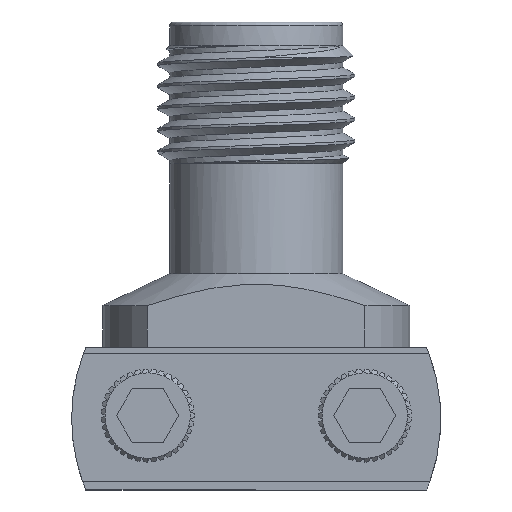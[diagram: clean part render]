
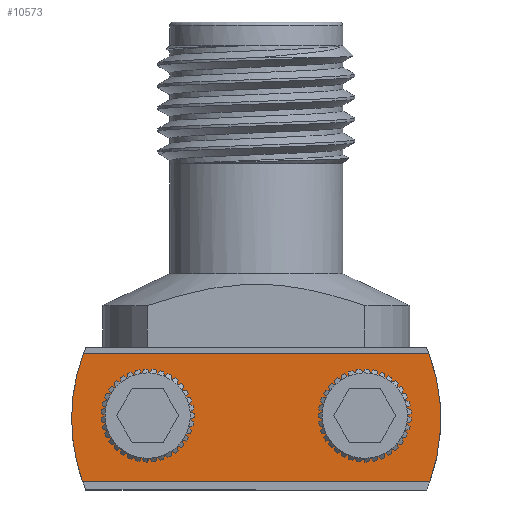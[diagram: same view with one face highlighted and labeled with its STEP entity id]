
A CAD part, front view. The second image highlights one B-rep face of the part: STEP entity #10573.
In plain terms, the highlighted planar face has unit normal (0, -1, 0).
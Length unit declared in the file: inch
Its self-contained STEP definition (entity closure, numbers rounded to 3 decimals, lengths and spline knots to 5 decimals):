
#187 = VERTEX_POINT ( 'NONE', #11482 ) ;
#294 = AXIS2_PLACEMENT_3D ( 'NONE', #5960, #20815, #16091 ) ;
#355 = CARTESIAN_POINT ( 'NONE',  ( 0.1378, -0.10874, -0.21893 ) ) ;
#606 = CARTESIAN_POINT ( 'NONE',  ( -0.22039, -0.10874, -0.30226 ) ) ;
#1195 = FACE_BOUND ( 'NONE', #3451, .T. ) ;
#1310 = ORIENTED_EDGE ( 'NONE', *, *, #25382, .T. ) ;
#1349 = CIRCLE ( 'NONE', #20902, 0.0365 ) ;
#3087 = LINE ( 'NONE', #20650, #24744 ) ;
#3186 = DIRECTION ( 'NONE',  ( -1., 0., 0. ) ) ;
#3244 = AXIS2_PLACEMENT_3D ( 'NONE', #5732, #18273, #3186 ) ;
#3361 = VERTEX_POINT ( 'NONE', #3928 ) ;
#3451 = EDGE_LOOP ( 'NONE', ( #19939, #1310 ) ) ;
#3928 = CARTESIAN_POINT ( 'NONE',  ( 0.22039, -0.10874, -0.30226 ) ) ;
#4006 = ORIENTED_EDGE ( 'NONE', *, *, #7033, .T. ) ;
#4504 = CIRCLE ( 'NONE', #8846, 0.23425 ) ;
#5094 = DIRECTION ( 'NONE',  ( 1., 0., 0. ) ) ;
#5234 = VERTEX_POINT ( 'NONE', #17127 ) ;
#5732 = CARTESIAN_POINT ( 'NONE',  ( 0., -0.10874, -0.22287 ) ) ;
#5960 = CARTESIAN_POINT ( 'NONE',  ( 0., -0.10874, -0.22287 ) ) ;
#5981 = VERTEX_POINT ( 'NONE', #606 ) ;
#6249 = DIRECTION ( 'NONE',  ( 0., 1., 0. ) ) ;
#6286 = CIRCLE ( 'NONE', #12647, 0.0365 ) ;
#6945 = EDGE_LOOP ( 'NONE', ( #24868, #4006 ) ) ;
#7033 = EDGE_CURVE ( 'NONE', #5234, #19899, #1349, .T. ) ;
#7134 = DIRECTION ( 'NONE',  ( 1., 0., 0. ) ) ;
#7989 = EDGE_LOOP ( 'NONE', ( #23229, #16289, #27657, #31739, #13990 ) ) ;
#8263 = CIRCLE ( 'NONE', #18134, 0.0365 ) ;
#8774 = CARTESIAN_POINT ( 'NONE',  ( -0.1378, -0.10874, -0.21893 ) ) ;
#8846 = AXIS2_PLACEMENT_3D ( 'NONE', #19061, #9172, #14339 ) ;
#9162 = EDGE_CURVE ( 'NONE', #24597, #31249, #16654, .T. ) ;
#9172 = DIRECTION ( 'NONE',  ( 0., 1., 0. ) ) ;
#10154 = VERTEX_POINT ( 'NONE', #27717 ) ;
#10236 = DIRECTION ( 'NONE',  ( 1., 0., 0. ) ) ;
#10573 = ADVANCED_FACE ( 'NONE', ( #1195, #14602, #11436 ), #12410, .F. ) ;
#11203 = VERTEX_POINT ( 'NONE', #29283 ) ;
#11436 = FACE_OUTER_BOUND ( 'NONE', #7989, .T. ) ;
#11482 = CARTESIAN_POINT ( 'NONE',  ( -0.1013, -0.10874, -0.21893 ) ) ;
#12410 = PLANE ( 'NONE',  #29804 ) ;
#12600 = EDGE_CURVE ( 'NONE', #10154, #3361, #22378, .T. ) ;
#12647 = AXIS2_PLACEMENT_3D ( 'NONE', #8774, #6249, #29213 ) ;
#13651 = VECTOR ( 'NONE', #23930, 39.37008 ) ;
#13951 = DIRECTION ( 'NONE',  ( 0., 1., 0. ) ) ;
#13990 = ORIENTED_EDGE ( 'NONE', *, *, #18643, .F. ) ;
#14339 = DIRECTION ( 'NONE',  ( -1., 0., 0. ) ) ;
#14597 = EDGE_CURVE ( 'NONE', #3361, #5981, #3087, .T. ) ;
#14602 = FACE_BOUND ( 'NONE', #6945, .T. ) ;
#14893 = CARTESIAN_POINT ( 'NONE',  ( -0.1378, -0.10874, -0.21893 ) ) ;
#15188 = DIRECTION ( 'NONE',  ( 0., 1., 0. ) ) ;
#16091 = DIRECTION ( 'NONE',  ( -1., 0., 0. ) ) ;
#16289 = ORIENTED_EDGE ( 'NONE', *, *, #12600, .F. ) ;
#16594 = CARTESIAN_POINT ( 'NONE',  ( 0., -0.10874, -0.14019 ) ) ;
#16654 = CIRCLE ( 'NONE', #294, 0.23425 ) ;
#17127 = CARTESIAN_POINT ( 'NONE',  ( 0.17429, -0.10874, -0.21893 ) ) ;
#17630 = CARTESIAN_POINT ( 'NONE',  ( -0.21918, -0.10874, -0.14019 ) ) ;
#18134 = AXIS2_PLACEMENT_3D ( 'NONE', #26682, #13951, #19091 ) ;
#18273 = DIRECTION ( 'NONE',  ( 0., 1., 0. ) ) ;
#18643 = EDGE_CURVE ( 'NONE', #5981, #24597, #4504, .T. ) ;
#19061 = CARTESIAN_POINT ( 'NONE',  ( 0., -0.10874, -0.22287 ) ) ;
#19091 = DIRECTION ( 'NONE',  ( 1., 0., 0. ) ) ;
#19672 = EDGE_CURVE ( 'NONE', #31249, #10154, #20354, .T. ) ;
#19899 = VERTEX_POINT ( 'NONE', #29757 ) ;
#19939 = ORIENTED_EDGE ( 'NONE', *, *, #26743, .T. ) ;
#20354 = LINE ( 'NONE', #16594, #13651 ) ;
#20650 = CARTESIAN_POINT ( 'NONE',  ( 0., -0.10874, -0.30226 ) ) ;
#20815 = DIRECTION ( 'NONE',  ( 0., 1., 0. ) ) ;
#20902 = AXIS2_PLACEMENT_3D ( 'NONE', #355, #15188, #10236 ) ;
#21241 = AXIS2_PLACEMENT_3D ( 'NONE', #14893, #30174, #5094 ) ;
#22378 = CIRCLE ( 'NONE', #3244, 0.23425 ) ;
#23229 = ORIENTED_EDGE ( 'NONE', *, *, #14597, .F. ) ;
#23930 = DIRECTION ( 'NONE',  ( 1., 0., 0. ) ) ;
#24597 = VERTEX_POINT ( 'NONE', #27252 ) ;
#24744 = VECTOR ( 'NONE', #27882, 39.37008 ) ;
#24868 = ORIENTED_EDGE ( 'NONE', *, *, #26795, .T. ) ;
#25382 = EDGE_CURVE ( 'NONE', #187, #11203, #29142, .T. ) ;
#26682 = CARTESIAN_POINT ( 'NONE',  ( 0.1378, -0.10874, -0.21893 ) ) ;
#26743 = EDGE_CURVE ( 'NONE', #11203, #187, #6286, .T. ) ;
#26795 = EDGE_CURVE ( 'NONE', #19899, #5234, #8263, .T. ) ;
#27252 = CARTESIAN_POINT ( 'NONE',  ( -0.23425, -0.10874, -0.22287 ) ) ;
#27657 = ORIENTED_EDGE ( 'NONE', *, *, #19672, .F. ) ;
#27717 = CARTESIAN_POINT ( 'NONE',  ( 0.21918, -0.10874, -0.14019 ) ) ;
#27882 = DIRECTION ( 'NONE',  ( -1., 0., 0. ) ) ;
#29142 = CIRCLE ( 'NONE', #21241, 0.0365 ) ;
#29213 = DIRECTION ( 'NONE',  ( 1., 0., 0. ) ) ;
#29283 = CARTESIAN_POINT ( 'NONE',  ( -0.17429, -0.10874, -0.21893 ) ) ;
#29661 = DIRECTION ( 'NONE',  ( 0., 1., 0. ) ) ;
#29757 = CARTESIAN_POINT ( 'NONE',  ( 0.1013, -0.10874, -0.21893 ) ) ;
#29804 = AXIS2_PLACEMENT_3D ( 'NONE', #32223, #29661, #7134 ) ;
#30174 = DIRECTION ( 'NONE',  ( 0., 1., 0. ) ) ;
#31249 = VERTEX_POINT ( 'NONE', #17630 ) ;
#31739 = ORIENTED_EDGE ( 'NONE', *, *, #9162, .F. ) ;
#32223 = CARTESIAN_POINT ( 'NONE',  ( 0., -0.10874, -0.22287 ) ) ;
